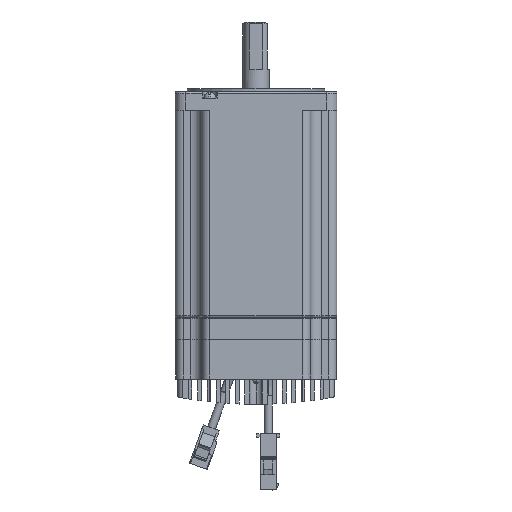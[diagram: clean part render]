
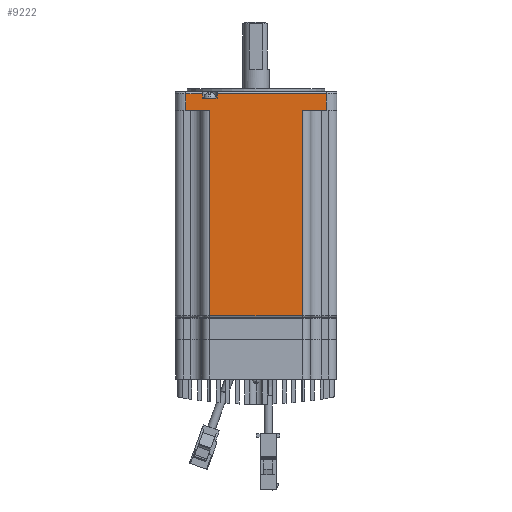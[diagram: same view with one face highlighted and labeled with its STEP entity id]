
A CAD part, front view. The second image highlights one B-rep face of the part: STEP entity #9222.
In plain terms, the highlighted face is planar.
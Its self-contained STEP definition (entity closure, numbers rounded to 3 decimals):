
#54 = DIRECTION ( 'NONE',  ( 1., 0., 0. ) ) ;
#55 = CARTESIAN_POINT ( 'NONE',  ( -76.958, 86.46, -319. ) ) ;
#171 = DIRECTION ( 'NONE',  ( 0., 0., 1. ) ) ;
#172 = CARTESIAN_POINT ( 'NONE',  ( -52.358, 86.46, -265. ) ) ;
#186 = DIRECTION ( 'NONE',  ( 0., 0., 1. ) ) ;
#192 = CARTESIAN_POINT ( 'NONE',  ( -101.558, 86.46, -260. ) ) ;
#202 = DIRECTION ( 'NONE',  ( 1., 0., 0. ) ) ;
#207 = CARTESIAN_POINT ( 'NONE',  ( -76.958, 86.46, -201. ) ) ;
#208 = DIRECTION ( 'NONE',  ( 0., 0., 1. ) ) ;
#209 = CARTESIAN_POINT ( 'NONE',  ( -48.658, 86.46, -260. ) ) ;
#214 = DIRECTION ( 'NONE',  ( 0., 0., -1. ) ) ;
#218 = CARTESIAN_POINT ( 'NONE',  ( -39.658, 86.46, -260. ) ) ;
#225 = CARTESIAN_POINT ( 'NONE',  ( -76.958, 86.46, -203.5 ) ) ;
#226 = DIRECTION ( 'NONE',  ( 1., 0., 0. ) ) ;
#229 = DIRECTION ( 'NONE',  ( 0., 0., -1. ) ) ;
#231 = CARTESIAN_POINT ( 'NONE',  ( -56.258, 86.46, -260. ) ) ;
#253 = CARTESIAN_POINT ( 'NONE',  ( -114.258, 86.46, -260. ) ) ;
#260 = DIRECTION ( 'NONE',  ( 0., 0., 1. ) ) ;
#262 = DIRECTION ( 'NONE',  ( -1., 0., 0. ) ) ;
#264 = CARTESIAN_POINT ( 'NONE',  ( -76.958, 86.46, -210. ) ) ;
#295 = CARTESIAN_POINT ( 'NONE',  ( -76.958, 86.46, -210. ) ) ;
#309 = DIRECTION ( 'NONE',  ( -1., 0., 0. ) ) ;
#1690 = EDGE_CURVE ( 'NONE', #25597, #21212, #12168, .T. ) ;
#3900 = CARTESIAN_POINT ( 'NONE',  ( -39.658, 86.46, -201. ) ) ;
#3903 = CARTESIAN_POINT ( 'NONE',  ( -114.258, 86.46, -201. ) ) ;
#9222 = ADVANCED_FACE ( 'NONE', ( #28451 ), #33777, .T. ) ;
#10494 = CARTESIAN_POINT ( 'NONE',  ( -76.958, 86.46, -201. ) ) ;
#10505 = DIRECTION ( 'NONE',  ( 1., 0., 0. ) ) ;
#10858 = AXIS2_PLACEMENT_3D ( 'NONE', #33758, #33786, #33790 ) ;
#12168 = LINE ( 'NONE', #10494, #12173 ) ;
#12173 = VECTOR ( 'NONE', #10505, 1000. ) ;
#12303 = EDGE_CURVE ( 'NONE', #21211, #21195, #28863, .T. ) ;
#12318 = EDGE_CURVE ( 'NONE', #21210, #21206, #28873, .T. ) ;
#12327 = EDGE_CURVE ( 'NONE', #21206, #25597, #28877, .T. ) ;
#12335 = EDGE_CURVE ( 'NONE', #21212, #21214, #28886, .T. ) ;
#12344 = EDGE_CURVE ( 'NONE', #25594, #21211, #28893, .T. ) ;
#12348 = EDGE_CURVE ( 'NONE', #21208, #21207, #28897, .T. ) ;
#12350 = EDGE_CURVE ( 'NONE', #21207, #25594, #28899, .T. ) ;
#12355 = EDGE_CURVE ( 'NONE', #21214, #21208, #28903, .T. ) ;
#12357 = EDGE_CURVE ( 'NONE', #21169, #21210, #28904, .T. ) ;
#12363 = EDGE_CURVE ( 'NONE', #21176, #21195, #28910, .T. ) ;
#12408 = EDGE_CURVE ( 'NONE', #21169, #21176, #28946, .T. ) ;
#21169 = VERTEX_POINT ( 'NONE', #22151 ) ;
#21176 = VERTEX_POINT ( 'NONE', #22158 ) ;
#21195 = VERTEX_POINT ( 'NONE', #22177 ) ;
#21206 = VERTEX_POINT ( 'NONE', #22188 ) ;
#21207 = VERTEX_POINT ( 'NONE', #22189 ) ;
#21208 = VERTEX_POINT ( 'NONE', #22190 ) ;
#21210 = VERTEX_POINT ( 'NONE', #22192 ) ;
#21211 = VERTEX_POINT ( 'NONE', #22193 ) ;
#21212 = VERTEX_POINT ( 'NONE', #22194 ) ;
#21214 = VERTEX_POINT ( 'NONE', #22196 ) ;
#22151 = CARTESIAN_POINT ( 'NONE',  ( -101.558, 86.46, -319. ) ) ;
#22158 = CARTESIAN_POINT ( 'NONE',  ( -52.358, 86.46, -319. ) ) ;
#22177 = CARTESIAN_POINT ( 'NONE',  ( -52.358, 86.46, -210. ) ) ;
#22188 = CARTESIAN_POINT ( 'NONE',  ( -114.258, 86.46, -210. ) ) ;
#22189 = CARTESIAN_POINT ( 'NONE',  ( -48.658, 86.46, -201. ) ) ;
#22190 = CARTESIAN_POINT ( 'NONE',  ( -48.658, 86.46, -203.5 ) ) ;
#22192 = CARTESIAN_POINT ( 'NONE',  ( -101.558, 86.46, -210. ) ) ;
#22193 = CARTESIAN_POINT ( 'NONE',  ( -39.658, 86.46, -210. ) ) ;
#22194 = CARTESIAN_POINT ( 'NONE',  ( -56.258, 86.46, -201. ) ) ;
#22196 = CARTESIAN_POINT ( 'NONE',  ( -56.258, 86.46, -203.5 ) ) ;
#25594 = VERTEX_POINT ( 'NONE', #3900 ) ;
#25597 = VERTEX_POINT ( 'NONE', #3903 ) ;
#25708 = EDGE_LOOP ( 'NONE', ( #29039, #29038, #29037, #29036, #29035, #29034, #29033, #29032, #33745, #33743, #33831, #33807 ) ) ;
#28451 = FACE_OUTER_BOUND ( 'NONE', #25708, .T. ) ;
#28863 = LINE ( 'NONE', #295, #28865 ) ;
#28865 = VECTOR ( 'NONE', #309, 1000. ) ;
#28873 = LINE ( 'NONE', #264, #28876 ) ;
#28876 = VECTOR ( 'NONE', #262, 1000. ) ;
#28877 = LINE ( 'NONE', #253, #28883 ) ;
#28883 = VECTOR ( 'NONE', #260, 1000. ) ;
#28886 = LINE ( 'NONE', #231, #28889 ) ;
#28889 = VECTOR ( 'NONE', #229, 1000. ) ;
#28893 = LINE ( 'NONE', #218, #28896 ) ;
#28896 = VECTOR ( 'NONE', #214, 1000. ) ;
#28897 = LINE ( 'NONE', #209, #28900 ) ;
#28899 = LINE ( 'NONE', #207, #28902 ) ;
#28900 = VECTOR ( 'NONE', #208, 1000. ) ;
#28902 = VECTOR ( 'NONE', #202, 1000. ) ;
#28903 = LINE ( 'NONE', #225, #28905 ) ;
#28904 = LINE ( 'NONE', #192, #28907 ) ;
#28905 = VECTOR ( 'NONE', #226, 1000. ) ;
#28907 = VECTOR ( 'NONE', #186, 1000. ) ;
#28910 = LINE ( 'NONE', #172, #28913 ) ;
#28913 = VECTOR ( 'NONE', #171, 1000. ) ;
#28946 = LINE ( 'NONE', #55, #28949 ) ;
#28949 = VECTOR ( 'NONE', #54, 1000. ) ;
#29032 = ORIENTED_EDGE ( 'NONE', *, *, #12344, .T. ) ;
#29033 = ORIENTED_EDGE ( 'NONE', *, *, #12350, .T. ) ;
#29034 = ORIENTED_EDGE ( 'NONE', *, *, #12348, .T. ) ;
#29035 = ORIENTED_EDGE ( 'NONE', *, *, #12355, .T. ) ;
#29036 = ORIENTED_EDGE ( 'NONE', *, *, #12335, .T. ) ;
#29037 = ORIENTED_EDGE ( 'NONE', *, *, #1690, .T. ) ;
#29038 = ORIENTED_EDGE ( 'NONE', *, *, #12327, .T. ) ;
#29039 = ORIENTED_EDGE ( 'NONE', *, *, #12318, .T. ) ;
#33743 = ORIENTED_EDGE ( 'NONE', *, *, #12363, .F. ) ;
#33745 = ORIENTED_EDGE ( 'NONE', *, *, #12303, .T. ) ;
#33758 = CARTESIAN_POINT ( 'NONE',  ( -119.958, 86.46, -200. ) ) ;
#33777 = PLANE ( 'NONE',  #10858 ) ;
#33786 = DIRECTION ( 'NONE',  ( 0., 1., 0. ) ) ;
#33790 = DIRECTION ( 'NONE',  ( 1., 0., 0. ) ) ;
#33807 = ORIENTED_EDGE ( 'NONE', *, *, #12357, .T. ) ;
#33831 = ORIENTED_EDGE ( 'NONE', *, *, #12408, .F. ) ;
